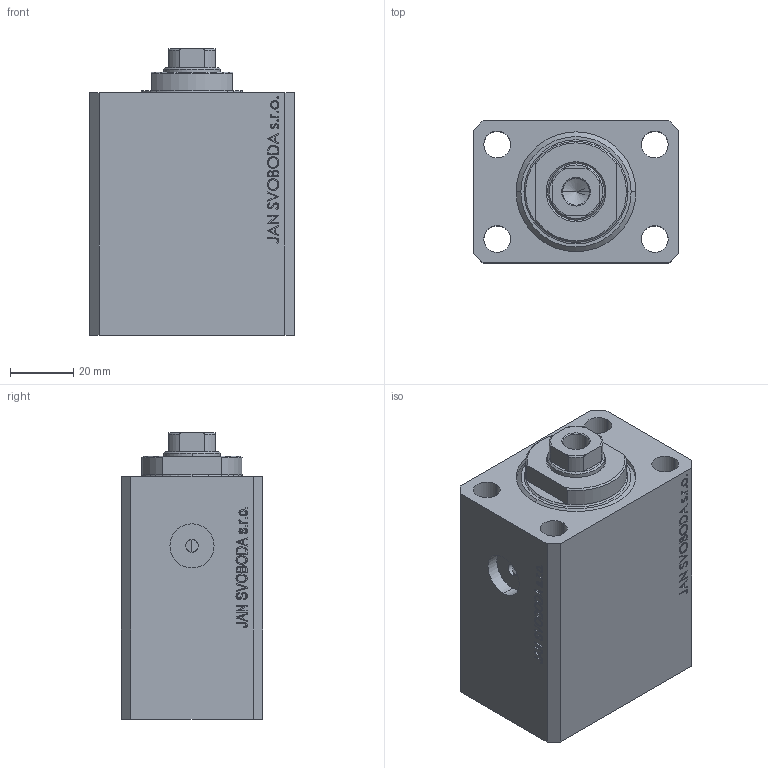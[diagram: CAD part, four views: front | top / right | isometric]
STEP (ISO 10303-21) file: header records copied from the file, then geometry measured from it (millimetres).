
FILE_DESCRIPTION (( 'STEP AP203' ), '1' );
FILE_NAME ('8d3d.STEP', '2022-04-09T17:01:31', ( '' ), ( '' ), 'SwSTEP 2.0', 'SolidWorks 2019', '' );
FILE_SCHEMA (( 'CONFIG_CONTROL_DESIGN' ));
Length unit declared in the file: millimetre
Products named in the file (4): V250CE_VC_C 9ce04dbe808ac9944ed50bec962d4061; V250CE_C_VCP 9ce04dbe808ac9944ed50bec962d4061; V250CE_C_Body 9ce04dbe808ac9944ed50bec962d4061; 8d3d
Assembly tree (3 placements, depth 2):
  8d3d
    V250CE_C_Body 9ce04dbe808ac9944ed50bec962d4061
    V250CE_C_VCP 9ce04dbe808ac9944ed50bec962d4061
    V250CE_VC_C 9ce04dbe808ac9944ed50bec962d4061
Bounding box: 65 x 45 x 90.9 mm (x, y, z)
Volume: 203496.4 mm3; surface area: 52828.2 mm2
Topology: 3 solids, 3 shells, 872 faces, 2260 edges, 1495 vertices
Faces by surface type: plane 428, bspline 374, cylinder 50, cone 14, torus 6
Entity records: 44732 total; most frequent: CARTESIAN_POINT 25481, ORIENTED_EDGE 4516, DIRECTION 2608, EDGE_CURVE 2258, VERTEX_POINT 1495, VECTOR 1368, LINE 1368, EDGE_LOOP 993
